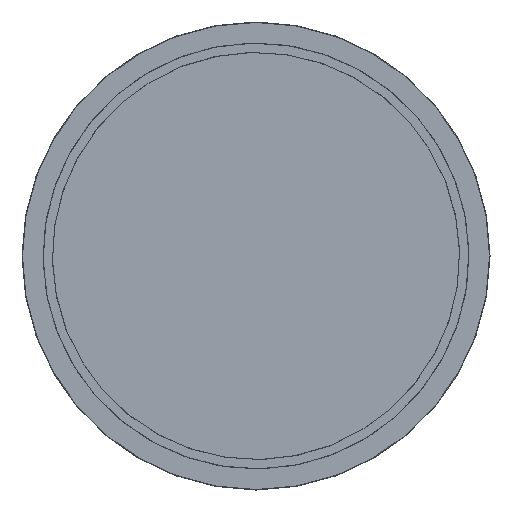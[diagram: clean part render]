
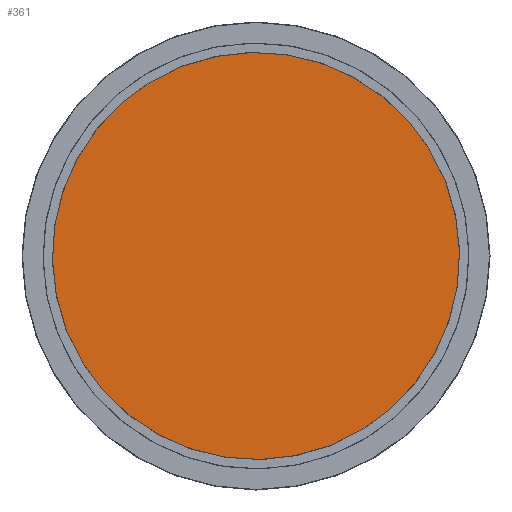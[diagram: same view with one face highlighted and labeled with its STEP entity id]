
A CAD part, front view. The second image highlights one B-rep face of the part: STEP entity #361.
In plain terms, the highlighted face is planar.
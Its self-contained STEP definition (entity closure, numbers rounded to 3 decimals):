
#51=PLANE('',#504);
#95=FACE_OUTER_BOUND('',#120,.T.);
#120=EDGE_LOOP('',(#320));
#156=CIRCLE('',#501,43.5);
#191=VERTEX_POINT('',#742);
#234=EDGE_CURVE('',#191,#191,#156,.T.);
#320=ORIENTED_EDGE('',*,*,#234,.T.);
#361=ADVANCED_FACE('',(#95),#51,.T.);
#501=AXIS2_PLACEMENT_3D('',#743,#620,#621);
#504=AXIS2_PLACEMENT_3D('',#748,#627,#628);
#620=DIRECTION('center_axis',(0.,0.,1.));
#621=DIRECTION('ref_axis',(-1.,0.,0.));
#627=DIRECTION('center_axis',(0.,0.,1.));
#628=DIRECTION('ref_axis',(1.,0.,0.));
#742=CARTESIAN_POINT('',(43.5,0.,15.));
#743=CARTESIAN_POINT('Origin',(0.,0.,15.));
#748=CARTESIAN_POINT('Origin',(0.,0.,15.));
